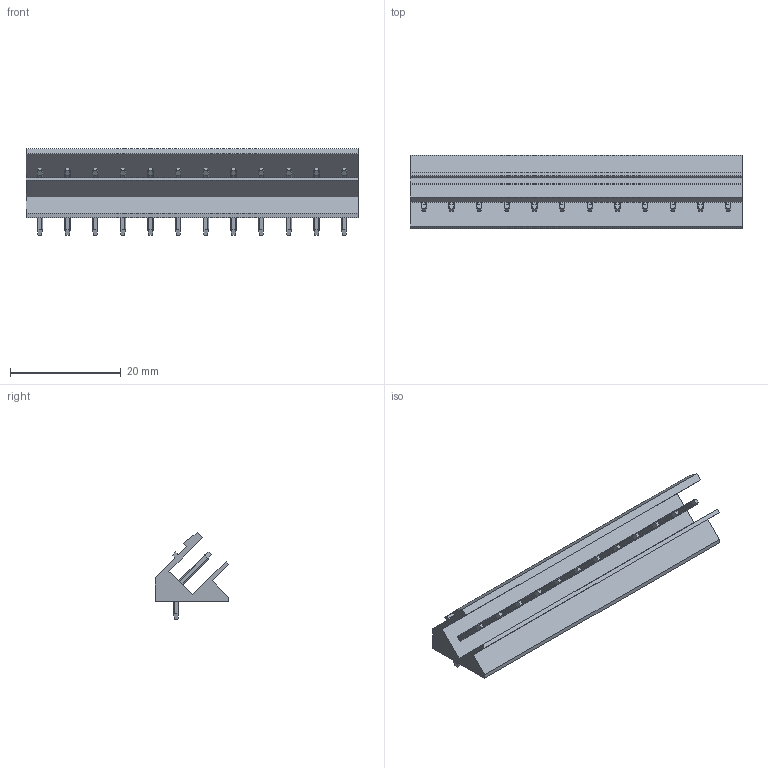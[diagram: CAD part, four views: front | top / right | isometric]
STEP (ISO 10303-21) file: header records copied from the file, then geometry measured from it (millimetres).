
FILE_DESCRIPTION(('CATIA V5 STEP Exchange','CAx-IF Rec.Pracs.--- Model Styling and Organization---1.2---2011-12-15'),'2;1');
FILE_NAME ('D1453854_0_1630350000_1630350000.stp','2018-10-13T04:04:01+00:00',('none'),('Weidmueller'),'CATIA Version 5-6 Release 2014','CATIA V5 STEP AP214','none');
FILE_SCHEMA(('AUTOMOTIVE_DESIGN { 1 0 10303 214 1 1 1 1 }'));
Length unit declared in the file: millimetre
Products named in the file (1): 1630350000
Bounding box: 60 x 13.3 x 15.63 mm (x, y, z)
Volume: 3579.3 mm3; surface area: 4805.5 mm2
Topology: 13 solids, 13 shells, 478 faces, 1260 edges, 808 vertices
Faces by surface type: plane 284, cylinder 194
Entity records: 17298 total; most frequent: CARTESIAN_POINT 6572, ORIENTED_EDGE 2520, DIRECTION 1588, EDGE_CURVE 1254, VECTOR 870, LINE 870, VERTEX_POINT 800, EDGE_LOOP 502
